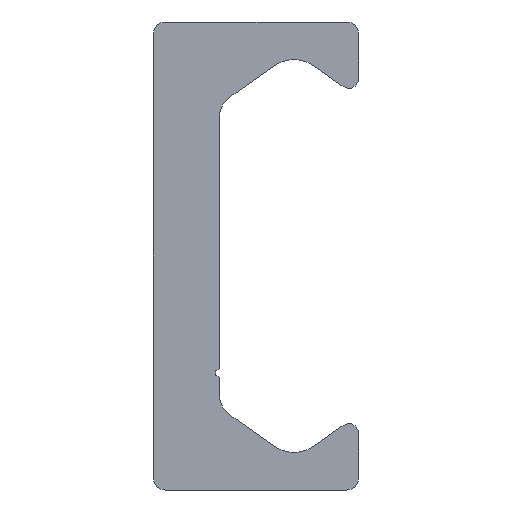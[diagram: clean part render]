
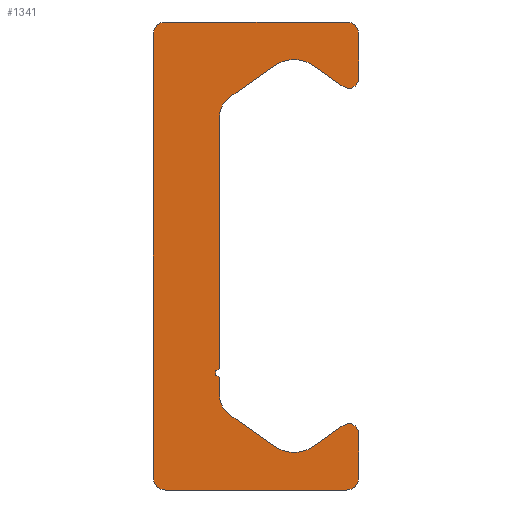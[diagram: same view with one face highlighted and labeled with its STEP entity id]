
A CAD part, left-side view. The second image highlights one B-rep face of the part: STEP entity #1341.
In plain terms, the highlighted planar face has unit normal (-1, 0, 0).
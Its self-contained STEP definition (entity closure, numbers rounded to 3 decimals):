
#564=CARTESIAN_POINT('',(0.0,5.4,-14.));
#565=VERTEX_POINT('',#564);
#572=CARTESIAN_POINT('',(0.0,6.15,-13.25));
#573=VERTEX_POINT('',#572);
#574=CARTESIAN_POINT('',(0.0,5.4,-13.25));
#575=DIRECTION('',(1.0,0.0,0.0));
#576=DIRECTION('',(0.0,0.0,-1.0));
#577=AXIS2_PLACEMENT_3D('',#574,#575,#576);
#578=CIRCLE('',#577,0.75);
#579=EDGE_CURVE('',#565,#573,#578,.T.);
#603=CARTESIAN_POINT('',(0.0,-5.4,-14.));
#604=VERTEX_POINT('',#603);
#611=CARTESIAN_POINT('',(0.0,-5.4,-14.));
#612=DIRECTION('',(0.0,1.0,0.0));
#613=VECTOR('',#612,10.8);
#614=LINE('',#611,#613);
#615=EDGE_CURVE('',#604,#565,#614,.T.);
#635=CARTESIAN_POINT('',(0.0,-6.15,-13.25));
#636=VERTEX_POINT('',#635);
#643=CARTESIAN_POINT('',(0.0,-5.4,-13.25));
#644=DIRECTION('',(1.0,0.0,0.0));
#645=DIRECTION('',(0.0,-1.0,0.0));
#646=AXIS2_PLACEMENT_3D('',#643,#644,#645);
#647=CIRCLE('',#646,0.75);
#648=EDGE_CURVE('',#636,#604,#647,.T.);
#667=CARTESIAN_POINT('',(0.0,-6.15,-10.63));
#668=VERTEX_POINT('',#667);
#675=CARTESIAN_POINT('',(0.0,-6.15,-10.63));
#676=DIRECTION('',(0.0,0.0,-1.0));
#677=VECTOR('',#676,2.62);
#678=LINE('',#675,#677);
#679=EDGE_CURVE('',#668,#636,#678,.T.);
#699=CARTESIAN_POINT('',(0.0,-5.206,-10.139));
#700=VERTEX_POINT('',#699);
#707=CARTESIAN_POINT('',(0.0,-5.55,-10.63));
#708=DIRECTION('',(1.0,0.0,0.0));
#709=DIRECTION('',(0.0,0.574,0.819));
#710=AXIS2_PLACEMENT_3D('',#707,#708,#709);
#711=CIRCLE('',#710,0.6);
#712=EDGE_CURVE('',#700,#668,#711,.T.);
#731=CARTESIAN_POINT('',(0.0,-3.417,-11.391));
#732=VERTEX_POINT('',#731);
#739=CARTESIAN_POINT('',(0.0,-3.417,-11.391));
#740=DIRECTION('',(0.0,-0.819,0.574));
#741=VECTOR('',#740,2.184);
#742=LINE('',#739,#741);
#743=EDGE_CURVE('',#732,#700,#742,.T.);
#763=CARTESIAN_POINT('',(0.0,-1.123,-11.391));
#764=VERTEX_POINT('',#763);
#771=CARTESIAN_POINT('',(0.0,-2.27,-9.753));
#772=DIRECTION('',(-1.0,0.0,0.0));
#773=DIRECTION('',(0.0,0.574,0.819));
#774=AXIS2_PLACEMENT_3D('',#771,#772,#773);
#775=CIRCLE('',#774,2.0);
#776=EDGE_CURVE('',#764,#732,#775,.T.);
#795=CARTESIAN_POINT('',(0.0,1.56,-9.512));
#796=VERTEX_POINT('',#795);
#803=CARTESIAN_POINT('',(0.0,1.56,-9.512));
#804=DIRECTION('',(0.0,-0.819,-0.574));
#805=VECTOR('',#804,3.276);
#806=LINE('',#803,#805);
#807=EDGE_CURVE('',#796,#764,#806,.T.);
#827=CARTESIAN_POINT('',(0.0,2.2,-8.283));
#828=VERTEX_POINT('',#827);
#835=CARTESIAN_POINT('',(0.0,0.7,-8.283));
#836=DIRECTION('',(-1.0,0.0,0.0));
#837=DIRECTION('',(0.0,-0.574,0.819));
#838=AXIS2_PLACEMENT_3D('',#835,#836,#837);
#839=CIRCLE('',#838,1.5);
#840=EDGE_CURVE('',#828,#796,#839,.T.);
#859=CARTESIAN_POINT('',(0.0,2.2,-7.25));
#860=VERTEX_POINT('',#859);
#867=CARTESIAN_POINT('',(0.0,2.2,-7.25));
#868=DIRECTION('',(0.0,0.0,-1.0));
#869=VECTOR('',#868,1.033);
#870=LINE('',#867,#869);
#871=EDGE_CURVE('',#860,#828,#870,.T.);
#891=CARTESIAN_POINT('',(0.0,2.2,-6.75));
#892=VERTEX_POINT('',#891);
#899=CARTESIAN_POINT('',(0.0,2.2,-7.));
#900=DIRECTION('',(-1.0,0.0,0.0));
#901=DIRECTION('',(0.0,0.0,1.0));
#902=AXIS2_PLACEMENT_3D('',#899,#900,#901);
#903=CIRCLE('',#902,0.25);
#904=EDGE_CURVE('',#892,#860,#903,.T.);
#923=CARTESIAN_POINT('',(0.0,2.2,8.283));
#924=VERTEX_POINT('',#923);
#931=CARTESIAN_POINT('',(0.0,2.2,8.283));
#932=DIRECTION('',(0.0,0.0,-1.0));
#933=VECTOR('',#932,15.033);
#934=LINE('',#931,#933);
#935=EDGE_CURVE('',#924,#892,#934,.T.);
#985=CARTESIAN_POINT('',(0.0,1.56,9.512));
#986=VERTEX_POINT('',#985);
#993=CARTESIAN_POINT('',(0.0,0.7,8.283));
#994=DIRECTION('',(-1.0,0.0,0.0));
#995=DIRECTION('',(0.0,-1.0,0.0));
#996=AXIS2_PLACEMENT_3D('',#993,#994,#995);
#997=CIRCLE('',#996,1.5);
#998=EDGE_CURVE('',#986,#924,#997,.T.);
#1017=CARTESIAN_POINT('',(0.0,-1.123,11.391));
#1018=VERTEX_POINT('',#1017);
#1025=CARTESIAN_POINT('',(0.0,-1.123,11.391));
#1026=DIRECTION('',(0.0,0.819,-0.574));
#1027=VECTOR('',#1026,3.276);
#1028=LINE('',#1025,#1027);
#1029=EDGE_CURVE('',#1018,#986,#1028,.T.);
#1049=CARTESIAN_POINT('',(0.0,-3.417,11.391));
#1050=VERTEX_POINT('',#1049);
#1057=CARTESIAN_POINT('',(0.0,-2.27,9.753));
#1058=DIRECTION('',(-1.0,0.0,0.0));
#1059=DIRECTION('',(0.0,-0.574,-0.819));
#1060=AXIS2_PLACEMENT_3D('',#1057,#1058,#1059);
#1061=CIRCLE('',#1060,2.0);
#1062=EDGE_CURVE('',#1050,#1018,#1061,.T.);
#1081=CARTESIAN_POINT('',(0.0,-5.206,10.139));
#1082=VERTEX_POINT('',#1081);
#1089=CARTESIAN_POINT('',(0.0,-5.206,10.139));
#1090=DIRECTION('',(0.0,0.819,0.574));
#1091=VECTOR('',#1090,2.184);
#1092=LINE('',#1089,#1091);
#1093=EDGE_CURVE('',#1082,#1050,#1092,.T.);
#1113=CARTESIAN_POINT('',(0.0,-6.15,10.63));
#1114=VERTEX_POINT('',#1113);
#1121=CARTESIAN_POINT('',(0.0,-5.55,10.63));
#1122=DIRECTION('',(1.0,0.0,0.0));
#1123=DIRECTION('',(0.0,-1.0,0.0));
#1124=AXIS2_PLACEMENT_3D('',#1121,#1122,#1123);
#1125=CIRCLE('',#1124,0.6);
#1126=EDGE_CURVE('',#1114,#1082,#1125,.T.);
#1145=CARTESIAN_POINT('',(0.0,-6.15,13.25));
#1146=VERTEX_POINT('',#1145);
#1153=CARTESIAN_POINT('',(0.0,-6.15,13.25));
#1154=DIRECTION('',(0.0,0.0,-1.0));
#1155=VECTOR('',#1154,2.62);
#1156=LINE('',#1153,#1155);
#1157=EDGE_CURVE('',#1146,#1114,#1156,.T.);
#1177=CARTESIAN_POINT('',(0.0,-5.4,14.));
#1178=VERTEX_POINT('',#1177);
#1185=CARTESIAN_POINT('',(0.0,-5.4,13.25));
#1186=DIRECTION('',(1.0,0.0,0.0));
#1187=DIRECTION('',(0.0,0.0,1.0));
#1188=AXIS2_PLACEMENT_3D('',#1185,#1186,#1187);
#1189=CIRCLE('',#1188,0.75);
#1190=EDGE_CURVE('',#1178,#1146,#1189,.T.);
#1209=CARTESIAN_POINT('',(0.0,5.4,14.));
#1210=VERTEX_POINT('',#1209);
#1217=CARTESIAN_POINT('',(0.0,5.4,14.));
#1218=DIRECTION('',(0.0,-1.0,0.0));
#1219=VECTOR('',#1218,10.8);
#1220=LINE('',#1217,#1219);
#1221=EDGE_CURVE('',#1210,#1178,#1220,.T.);
#1241=CARTESIAN_POINT('',(0.0,6.15,13.25));
#1242=VERTEX_POINT('',#1241);
#1249=CARTESIAN_POINT('',(0.0,5.4,13.25));
#1250=DIRECTION('',(1.0,0.0,0.0));
#1251=DIRECTION('',(0.0,1.0,0.0));
#1252=AXIS2_PLACEMENT_3D('',#1249,#1250,#1251);
#1253=CIRCLE('',#1252,0.75);
#1254=EDGE_CURVE('',#1242,#1210,#1253,.T.);
#1272=CARTESIAN_POINT('',(0.0,6.15,-13.25));
#1273=DIRECTION('',(0.0,0.0,1.0));
#1274=VECTOR('',#1273,26.5);
#1275=LINE('',#1272,#1274);
#1276=EDGE_CURVE('',#573,#1242,#1275,.T.);
#1312=CARTESIAN_POINT('',(0.0,1.352,-0.021));
#1313=DIRECTION('',(1.0,0.0,0.0));
#1314=DIRECTION('',(0.0,0.0,-1.0));
#1315=AXIS2_PLACEMENT_3D('',#1312,#1313,#1314);
#1316=PLANE('',#1315);
#1317=ORIENTED_EDGE('',*,*,#1276,.F.);
#1318=ORIENTED_EDGE('',*,*,#579,.F.);
#1319=ORIENTED_EDGE('',*,*,#615,.F.);
#1320=ORIENTED_EDGE('',*,*,#648,.F.);
#1321=ORIENTED_EDGE('',*,*,#679,.F.);
#1322=ORIENTED_EDGE('',*,*,#712,.F.);
#1323=ORIENTED_EDGE('',*,*,#743,.F.);
#1324=ORIENTED_EDGE('',*,*,#776,.F.);
#1325=ORIENTED_EDGE('',*,*,#807,.F.);
#1326=ORIENTED_EDGE('',*,*,#840,.F.);
#1327=ORIENTED_EDGE('',*,*,#871,.F.);
#1328=ORIENTED_EDGE('',*,*,#904,.F.);
#1329=ORIENTED_EDGE('',*,*,#935,.F.);
#1330=ORIENTED_EDGE('',*,*,#998,.F.);
#1331=ORIENTED_EDGE('',*,*,#1029,.F.);
#1332=ORIENTED_EDGE('',*,*,#1062,.F.);
#1333=ORIENTED_EDGE('',*,*,#1093,.F.);
#1334=ORIENTED_EDGE('',*,*,#1126,.F.);
#1335=ORIENTED_EDGE('',*,*,#1157,.F.);
#1336=ORIENTED_EDGE('',*,*,#1190,.F.);
#1337=ORIENTED_EDGE('',*,*,#1221,.F.);
#1338=ORIENTED_EDGE('',*,*,#1254,.F.);
#1339=EDGE_LOOP('',(#1317,#1318,#1319,#1320,#1321,#1322,#1323,#1324,#1325,#1326,#1327,#1328,#1329,#1330,#1331,#1332,#1333,#1334,#1335,#1336,#1337,#1338));
#1340=FACE_OUTER_BOUND('',#1339,.T.);
#1341=ADVANCED_FACE('',(#1340),#1316,.F.);
